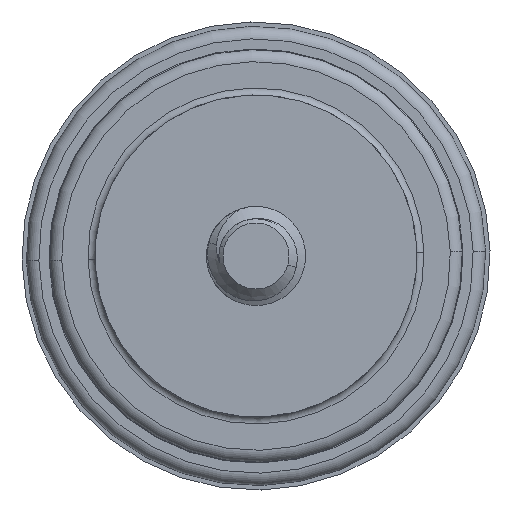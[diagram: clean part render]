
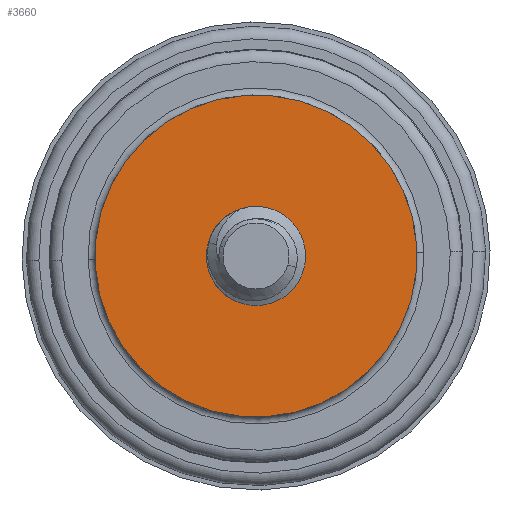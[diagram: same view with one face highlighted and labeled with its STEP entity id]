
A CAD part, front view. The second image highlights one B-rep face of the part: STEP entity #3660.
In plain terms, the highlighted planar face has unit normal (0, -1, 0).
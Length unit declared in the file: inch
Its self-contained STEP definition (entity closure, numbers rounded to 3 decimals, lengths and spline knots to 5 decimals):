
#431 = CARTESIAN_POINT ( 'NONE',  ( -0.0291, 0.13932, -0.21085 ) ) ;
#868 = EDGE_CURVE ( 'NONE', #24285, #11774, #1481, .T. ) ;
#912 = DIRECTION ( 'NONE',  ( 0., 1., 0. ) ) ;
#1481 = CIRCLE ( 'NONE', #5593, 0.045 ) ;
#2647 = DIRECTION ( 'NONE',  ( -0.274, 0., -0.962 ) ) ;
#2995 = CIRCLE ( 'NONE', #18897, 0.21925 ) ;
#3046 = CARTESIAN_POINT ( 'NONE',  ( -0.0291, 0.13932, -0.21085 ) ) ;
#3660 = ADVANCED_FACE ( 'NONE', ( #17098, #25808 ), #6325, .T. ) ;
#3666 = VERTEX_POINT ( 'NONE', #22668 ) ;
#4024 = EDGE_CURVE ( 'NONE', #11774, #24285, #18552, .T. ) ;
#5593 = AXIS2_PLACEMENT_3D ( 'NONE', #10156, #5994, #21062 ) ;
#5922 = VERTEX_POINT ( 'NONE', #431 ) ;
#5994 = DIRECTION ( 'NONE',  ( 0., 1., 0. ) ) ;
#6325 = PLANE ( 'NONE',  #28170 ) ;
#7199 = DIRECTION ( 'NONE',  ( -0.274, 0., -0.962 ) ) ;
#7476 = CARTESIAN_POINT ( 'NONE',  ( 0.03103, 0.13932, 0. ) ) ;
#8725 = ORIENTED_EDGE ( 'NONE', *, *, #4024, .T. ) ;
#10156 = CARTESIAN_POINT ( 'NONE',  ( 0.03103, 0.13932, 0. ) ) ;
#11108 = EDGE_LOOP ( 'NONE', ( #12573, #8725 ) ) ;
#11361 = EDGE_CURVE ( 'NONE', #5922, #3666, #2995, .T. ) ;
#11373 = CARTESIAN_POINT ( 'NONE',  ( 0.03103, 0.13932, 0. ) ) ;
#11529 = EDGE_LOOP ( 'NONE', ( #14051, #13821 ) ) ;
#11607 = CARTESIAN_POINT ( 'NONE',  ( 0.01869, 0.13932, -0.04328 ) ) ;
#11774 = VERTEX_POINT ( 'NONE', #25199 ) ;
#12573 = ORIENTED_EDGE ( 'NONE', *, *, #868, .T. ) ;
#12975 = EDGE_CURVE ( 'NONE', #3666, #5922, #15339, .T. ) ;
#13566 = AXIS2_PLACEMENT_3D ( 'NONE', #11373, #24432, #2647 ) ;
#13589 = DIRECTION ( 'NONE',  ( 0.274, 0., 0.962 ) ) ;
#13821 = ORIENTED_EDGE ( 'NONE', *, *, #12975, .F. ) ;
#14051 = ORIENTED_EDGE ( 'NONE', *, *, #11361, .F. ) ;
#14195 = DIRECTION ( 'NONE',  ( 0., 1., 0. ) ) ;
#15339 = CIRCLE ( 'NONE', #13566, 0.21925 ) ;
#16287 = DIRECTION ( 'NONE',  ( -0.274, 0., -0.962 ) ) ;
#17098 = FACE_BOUND ( 'NONE', #11108, .T. ) ;
#18127 = DIRECTION ( 'NONE',  ( 0., -1., 0. ) ) ;
#18552 = CIRCLE ( 'NONE', #23981, 0.045 ) ;
#18897 = AXIS2_PLACEMENT_3D ( 'NONE', #23266, #14195, #16287 ) ;
#21062 = DIRECTION ( 'NONE',  ( -0.274, 0., -0.962 ) ) ;
#22668 = CARTESIAN_POINT ( 'NONE',  ( 0.09115, 0.13932, 0.21085 ) ) ;
#23266 = CARTESIAN_POINT ( 'NONE',  ( 0.03103, 0.13932, 0. ) ) ;
#23981 = AXIS2_PLACEMENT_3D ( 'NONE', #7476, #912, #7199 ) ;
#24285 = VERTEX_POINT ( 'NONE', #11607 ) ;
#24432 = DIRECTION ( 'NONE',  ( 0., 1., 0. ) ) ;
#25199 = CARTESIAN_POINT ( 'NONE',  ( 0.04337, 0.13932, 0.04328 ) ) ;
#25808 = FACE_OUTER_BOUND ( 'NONE', #11529, .T. ) ;
#28170 = AXIS2_PLACEMENT_3D ( 'NONE', #3046, #18127, #13589 ) ;
